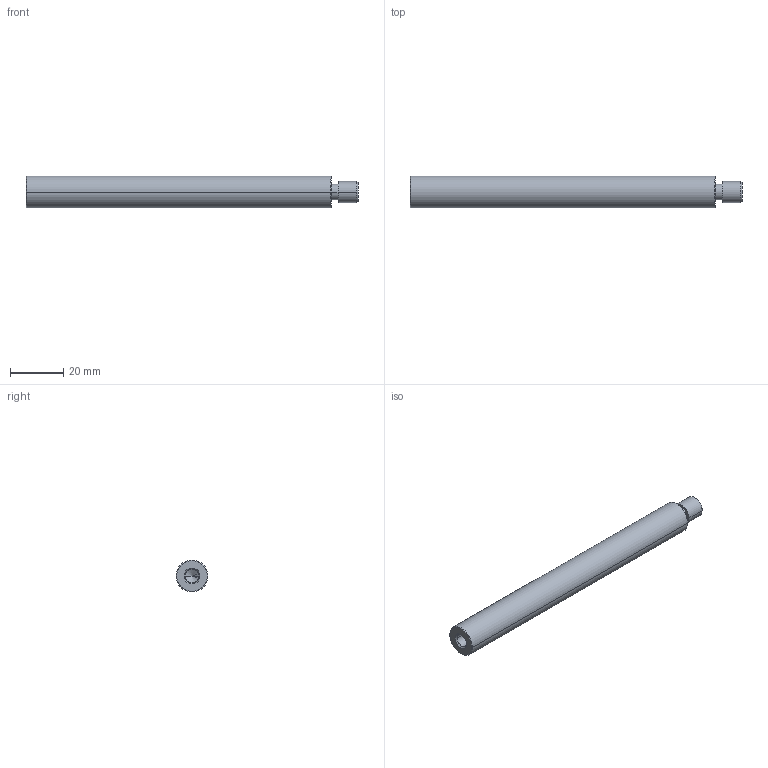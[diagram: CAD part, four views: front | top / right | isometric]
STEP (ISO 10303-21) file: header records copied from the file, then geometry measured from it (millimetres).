
FILE_DESCRIPTION((''),'2;1');
FILE_NAME('2832','2021-12-31T12:10:18',('Gogel'),('Gerresheimer Regensburg GmbH'),'CREO PARAMETRIC BY PTC INC, 2018420','CREO PARAMETRIC BY PTC INC, 2018420','');
FILE_SCHEMA(('AUTOMOTIVE_DESIGN { 1 0 10303 214 1 1 1 1 }'));
Length unit declared in the file: millimetre
Products named in the file (1): 2832
Bounding box: 125 x 12 x 12 mm (x, y, z)
Volume: 13044.7 mm3; surface area: 5448 mm2
Topology: 1 solids, 2 shells, 25 faces, 52 edges, 31 vertices
Faces by surface type: cone 10, cylinder 10, plane 5
Entity records: 1033 total; most frequent: DIRECTION 156, CARTESIAN_POINT 125, ORIENTED_EDGE 96, AXIS2_PLACEMENT_3D 65, EDGE_CURVE 50, COLOUR_RGB 41, PROPERTY_DEFINITION 37, REPRESENTATION 35
